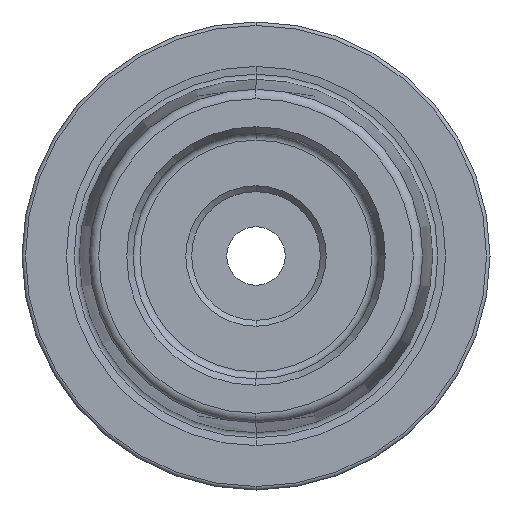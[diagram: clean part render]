
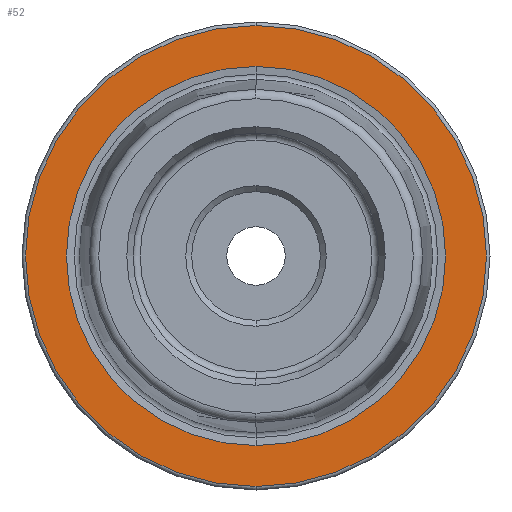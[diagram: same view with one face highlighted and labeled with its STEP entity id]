
A CAD part, left-side view. The second image highlights one B-rep face of the part: STEP entity #52.
In plain terms, the highlighted planar face has unit normal (-1, 0, 0).
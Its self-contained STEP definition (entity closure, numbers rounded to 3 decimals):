
#28 = VERTEX_POINT ( 'NONE', #1125 ) ;
#52 = ADVANCED_FACE ( 'NONE', ( #2330, #2928 ), #1776, .F. ) ;
#88 = CIRCLE ( 'NONE', #2939, 16.207 ) ;
#155 = DIRECTION ( 'NONE',  ( 0., 0., -1. ) ) ;
#213 = DIRECTION ( 'NONE',  ( 0., 0., 1. ) ) ;
#265 = EDGE_CURVE ( 'NONE', #2606, #267, #88, .T. ) ;
#267 = VERTEX_POINT ( 'NONE', #2724 ) ;
#270 = CARTESIAN_POINT ( 'NONE',  ( 0., 0., -16.207 ) ) ;
#334 = EDGE_CURVE ( 'NONE', #28, #626, #416, .T. ) ;
#364 = AXIS2_PLACEMENT_3D ( 'NONE', #1062, #2617, #1286 ) ;
#416 = CIRCLE ( 'NONE', #900, 19.7 ) ;
#467 = CARTESIAN_POINT ( 'NONE',  ( 0., 0., -19.7 ) ) ;
#485 = EDGE_LOOP ( 'NONE', ( #1862, #1611 ) ) ;
#596 = CIRCLE ( 'NONE', #364, 19.7 ) ;
#626 = VERTEX_POINT ( 'NONE', #467 ) ;
#716 = CARTESIAN_POINT ( 'NONE',  ( 0., 0., 0. ) ) ;
#748 = EDGE_LOOP ( 'NONE', ( #2158, #1064 ) ) ;
#814 = DIRECTION ( 'NONE',  ( -1., 0., 0. ) ) ;
#900 = AXIS2_PLACEMENT_3D ( 'NONE', #716, #2290, #951 ) ;
#951 = DIRECTION ( 'NONE',  ( 0., 0., 1. ) ) ;
#996 = EDGE_CURVE ( 'NONE', #626, #28, #596, .T. ) ;
#1062 = CARTESIAN_POINT ( 'NONE',  ( 0., 0., 0. ) ) ;
#1064 = ORIENTED_EDGE ( 'NONE', *, *, #265, .F. ) ;
#1125 = CARTESIAN_POINT ( 'NONE',  ( 0., 0., 19.7 ) ) ;
#1286 = DIRECTION ( 'NONE',  ( 0., 0., 1. ) ) ;
#1603 = DIRECTION ( 'NONE',  ( -1., 0., 0. ) ) ;
#1611 = ORIENTED_EDGE ( 'NONE', *, *, #996, .T. ) ;
#1680 = CIRCLE ( 'NONE', #2674, 16.207 ) ;
#1776 = PLANE ( 'NONE',  #2866 ) ;
#1862 = ORIENTED_EDGE ( 'NONE', *, *, #334, .T. ) ;
#2158 = ORIENTED_EDGE ( 'NONE', *, *, #2346, .F. ) ;
#2160 = CARTESIAN_POINT ( 'NONE',  ( 0., 0., 0. ) ) ;
#2290 = DIRECTION ( 'NONE',  ( -1., 0., 0. ) ) ;
#2330 = FACE_BOUND ( 'NONE', #748, .T. ) ;
#2346 = EDGE_CURVE ( 'NONE', #267, #2606, #1680, .T. ) ;
#2394 = DIRECTION ( 'NONE',  ( 0., 0., 1. ) ) ;
#2477 = CARTESIAN_POINT ( 'NONE',  ( 0., 19.7, 0. ) ) ;
#2606 = VERTEX_POINT ( 'NONE', #270 ) ;
#2617 = DIRECTION ( 'NONE',  ( -1., 0., 0. ) ) ;
#2674 = AXIS2_PLACEMENT_3D ( 'NONE', #2160, #814, #2394 ) ;
#2724 = CARTESIAN_POINT ( 'NONE',  ( 0., 0., 16.207 ) ) ;
#2866 = AXIS2_PLACEMENT_3D ( 'NONE', #2477, #2885, #155 ) ;
#2885 = DIRECTION ( 'NONE',  ( 1., 0., 0. ) ) ;
#2928 = FACE_OUTER_BOUND ( 'NONE', #485, .T. ) ;
#2939 = AXIS2_PLACEMENT_3D ( 'NONE', #2947, #1603, #213 ) ;
#2947 = CARTESIAN_POINT ( 'NONE',  ( 0., 0., 0. ) ) ;
